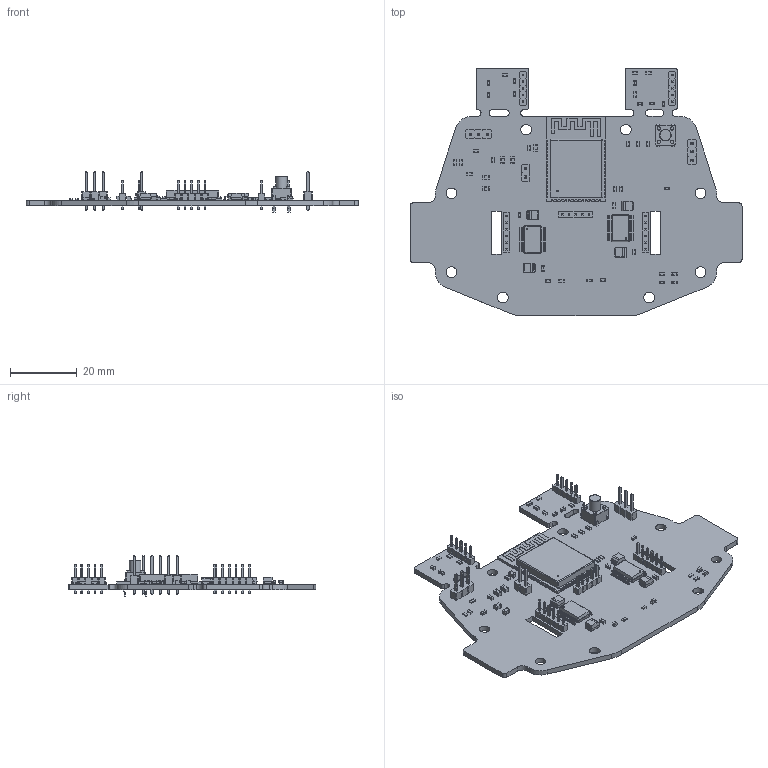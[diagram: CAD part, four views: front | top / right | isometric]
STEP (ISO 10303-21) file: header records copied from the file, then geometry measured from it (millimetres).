
FILE_DESCRIPTION(('KiCad electronic assembly'),'2;1');
FILE_NAME('P_ytka g__wna.step','2024-05-17T19:09:43',('Pcbnew'),('Kicad' ),'Open CASCADE STEP processor 7.7','KiCad to STEP converter', 'Unknown');
FILE_SCHEMA(('AUTOMOTIVE_DESIGN { 1 0 10303 214 1 1 1 1 }'));
Length unit declared in the file: millimetre
Products named in the file (26): P_ytka g__wna 1; LED_0603_1608Metric; R_0603_1608Metric; PinHeader_1x05_P2.00mm_Vertical; PinHeader_1x05_P200mm_Vertical; ESP32-S3-WROOM-1; C_0603_1608Metric; PinHeader_1x03_P2.54mm_Vertical; PinHeader_1x03_P254mm_Vertical; CP_EIA-3528-21_Kemet-B; CP_EIA_3528_21_Kemet_B; C_0805_2012Metric; PinHeader_1x06_P2.00mm_Vertical; PinHeader_1x06_P200mm_Vertical; SSOP-24_5.3x8.2mm_P0.65mm; SSOP_24_53x82mm_P065mm; PinHeader_1x02_P2.54mm_Vertical; PinHeader_1x02_P254mm_Vertical; SW_PUSH_6mm_H7.3mm; SW_PUSH_6mm_h7.3mm; _autosave-PÅytka gÅÃ³wna_PCB
Assembly tree (70 placements, depth 3):
  P_ytka g__wna 1
    LED_0603_1608Metric  x4
      LED_0603_1608Metric
    R_0603_1608Metric  x18
      R_0603_1608Metric
    PinHeader_1x05_P2.00mm_Vertical  x3
      PinHeader_1x05_P200mm_Vertical
    ESP32-S3-WROOM-1
      ESP32-S3-WROOM-1
    C_0603_1608Metric  x14
      C_0603_1608Metric
    PinHeader_1x03_P2.54mm_Vertical  x2
      PinHeader_1x03_P254mm_Vertical
    CP_EIA-3528-21_Kemet-B  x4
      CP_EIA_3528_21_Kemet_B
    C_0805_2012Metric  x5
      C_0805_2012Metric
    PinHeader_1x06_P2.00mm_Vertical  x2
      PinHeader_1x06_P200mm_Vertical
    SSOP-24_5.3x8.2mm_P0.65mm  x2
      SSOP_24_53x82mm_P065mm
    PinHeader_1x02_P2.54mm_Vertical
      PinHeader_1x02_P254mm_Vertical
    SW_PUSH_6mm_H7.3mm
      SW_PUSH_6mm_h7.3mm
    _autosave-PÅytka gÅÃ³wna_PCB
Bounding box: 99.8 x 74.5 x 12.04 mm (x, y, z)
Volume: 10226.9 mm3; surface area: 15575.3 mm2
Topology: 109 solids, 109 shells, 4521 faces, 11333 edges, 7159 vertices
Faces by surface type: plane 3596, cylinder 788, bspline 132, sphere 4, torus 1
Full cylindrical faces by diameter (mm): 0.5 x3, 1 x4, 3.2 x8, 3.5 x1
Entity records: 88558 total; most frequent: CARTESIAN_POINT 13566, ORIENTED_EDGE 11974, DIRECTION 11455, EDGE_CURVE 5987, LINE 5307, VECTOR 5307, VERTEX_POINT 3731, AXIS2_PLACEMENT_3D 3074
